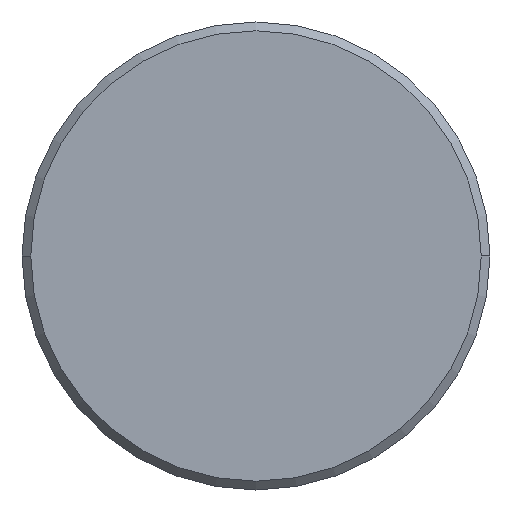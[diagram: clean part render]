
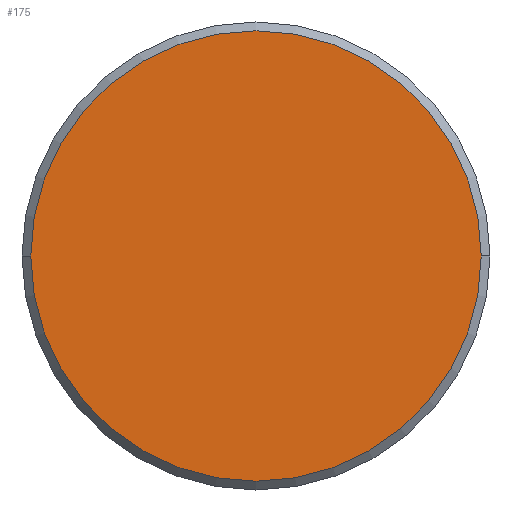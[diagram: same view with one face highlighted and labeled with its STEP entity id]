
A CAD part, left-side view. The second image highlights one B-rep face of the part: STEP entity #175.
In plain terms, the highlighted planar face has unit normal (-1, 0, 0).
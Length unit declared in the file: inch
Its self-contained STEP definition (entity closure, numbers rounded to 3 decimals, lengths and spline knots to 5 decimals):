
#27 = CARTESIAN_POINT ( 'NONE',  ( -1.9685, -0.30315, 0. ) ) ;
#160 = EDGE_LOOP ( 'NONE', ( #495, #338 ) ) ;
#169 = AXIS2_PLACEMENT_3D ( 'NONE', #275, #267, #264 ) ;
#175 = ADVANCED_FACE ( 'NONE', ( #778 ), #414, .T. ) ;
#193 = EDGE_CURVE ( 'NONE', #332, #204, #727, .T. ) ;
#204 = VERTEX_POINT ( 'NONE', #630 ) ;
#221 = AXIS2_PLACEMENT_3D ( 'NONE', #305, #300, #622 ) ;
#264 = DIRECTION ( 'NONE',  ( 0., 1., 0. ) ) ;
#267 = DIRECTION ( 'NONE',  ( 1., 0., 0. ) ) ;
#275 = CARTESIAN_POINT ( 'NONE',  ( -1.9685, 0., 0. ) ) ;
#300 = DIRECTION ( 'NONE',  ( -1., 0., 0. ) ) ;
#305 = CARTESIAN_POINT ( 'NONE',  ( -1.9685, 0.15157, 0. ) ) ;
#332 = VERTEX_POINT ( 'NONE', #27 ) ;
#338 = ORIENTED_EDGE ( 'NONE', *, *, #193, .F. ) ;
#414 = PLANE ( 'NONE',  #221 ) ;
#451 = CIRCLE ( 'NONE', #709, 0.30315 ) ;
#495 = ORIENTED_EDGE ( 'NONE', *, *, #625, .F. ) ;
#622 = DIRECTION ( 'NONE',  ( 0., 0., 1. ) ) ;
#625 = EDGE_CURVE ( 'NONE', #204, #332, #451, .T. ) ;
#630 = CARTESIAN_POINT ( 'NONE',  ( -1.9685, 0.30315, 0. ) ) ;
#651 = DIRECTION ( 'NONE',  ( 0., 1., 0. ) ) ;
#659 = DIRECTION ( 'NONE',  ( 1., 0., 0. ) ) ;
#665 = CARTESIAN_POINT ( 'NONE',  ( -1.9685, 0., 0. ) ) ;
#709 = AXIS2_PLACEMENT_3D ( 'NONE', #665, #659, #651 ) ;
#727 = CIRCLE ( 'NONE', #169, 0.30315 ) ;
#778 = FACE_OUTER_BOUND ( 'NONE', #160, .T. ) ;
